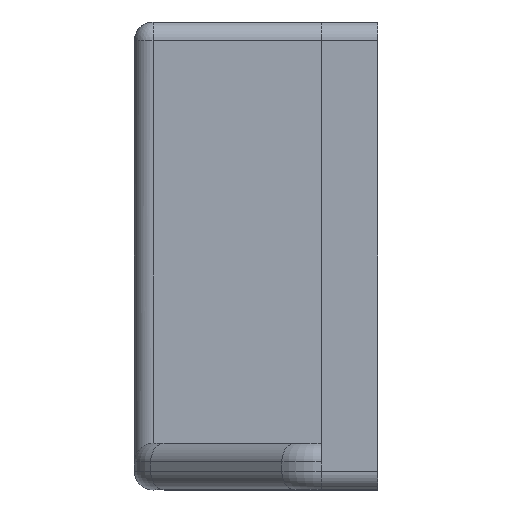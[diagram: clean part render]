
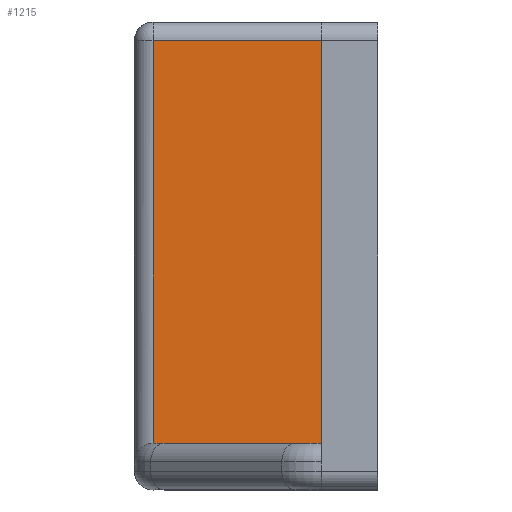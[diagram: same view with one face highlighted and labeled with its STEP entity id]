
A CAD part, left-side view. The second image highlights one B-rep face of the part: STEP entity #1215.
In plain terms, the highlighted planar face has unit normal (-1, 0, 0).
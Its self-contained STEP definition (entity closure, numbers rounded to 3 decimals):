
#137=DIRECTION('',(0.,0.,1.));
#138=VECTOR('',#137,21.5);
#139=CARTESIAN_POINT('',(-34.,3.,2.5));
#140=LINE('',#139,#138);
#338=DIRECTION('',(0.,-1.,0.));
#339=VECTOR('',#338,9.);
#340=CARTESIAN_POINT('',(-34.,12.,24.));
#341=LINE('',#340,#339);
#342=DIRECTION('',(0.,0.,1.));
#343=VECTOR('',#342,21.5);
#344=CARTESIAN_POINT('',(-34.,12.,2.5));
#345=LINE('',#344,#343);
#360=DIRECTION('',(0.,-1.,0.));
#361=VECTOR('',#360,9.);
#362=CARTESIAN_POINT('',(-34.,12.,2.5));
#363=LINE('',#362,#361);
#682=CARTESIAN_POINT('',(-34.,12.,24.));
#683=CARTESIAN_POINT('',(-34.,3.,24.));
#684=VERTEX_POINT('',#682);
#685=VERTEX_POINT('',#683);
#702=CARTESIAN_POINT('',(-34.,12.,2.5));
#703=VERTEX_POINT('',#702);
#784=CARTESIAN_POINT('',(-34.,3.,2.5));
#785=VERTEX_POINT('',#784);
#1202=CARTESIAN_POINT('',(-34.,3.,25.));
#1203=DIRECTION('',(1.,0.,0.));
#1204=DIRECTION('',(0.,0.,-1.));
#1205=AXIS2_PLACEMENT_3D('',#1202,#1203,#1204);
#1206=PLANE('',#1205);
#1207=ORIENTED_EDGE('',*,*,#1194,.T.);
#1208=ORIENTED_EDGE('',*,*,#994,.F.);
#1210=ORIENTED_EDGE('',*,*,#1209,.F.);
#1212=ORIENTED_EDGE('',*,*,#1211,.T.);
#1213=EDGE_LOOP('',(#1207,#1208,#1210,#1212));
#1214=FACE_OUTER_BOUND('',#1213,.F.);
#1215=ADVANCED_FACE('',(#1214),#1206,.F.);
#994=EDGE_CURVE('',#785,#685,#140,.T.);
#1194=EDGE_CURVE('',#684,#685,#341,.T.);
#1209=EDGE_CURVE('',#703,#785,#363,.T.);
#1211=EDGE_CURVE('',#703,#684,#345,.T.);
